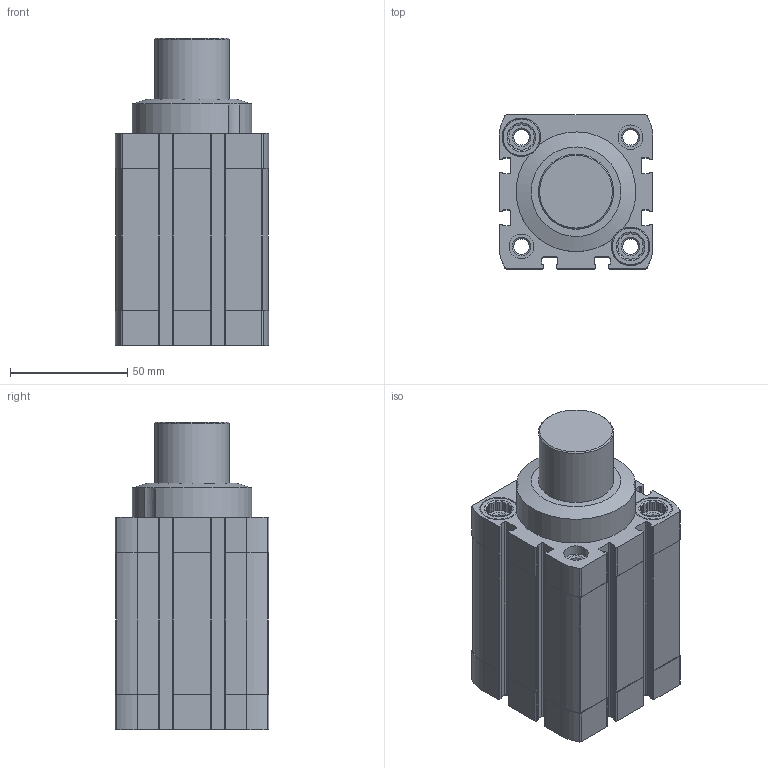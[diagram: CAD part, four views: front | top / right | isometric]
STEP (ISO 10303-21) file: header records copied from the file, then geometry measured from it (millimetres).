
FILE_DESCRIPTION(/* description */ ('STEP AP214'),/* implementation_level */ '2;1');
FILE_NAME(/* name */ '576145_DFSP-50-25-S-PA',/* time_stamp */ '2024-08-15T22:21:45+02:00',/* author */ ('License CC BY-ND 4.0'),/* organization */ ('CADENAS'),/* preprocessor_version */ 'ST-DEVELOPER v19.3',/* originating_system */ 'PARTsolutions',/* authorisation */ ' ');
FILE_SCHEMA (('AUTOMOTIVE_DESIGN {1 0 10303 214 3 1 1}'));
Length unit declared in the file: millimetre
Products named in the file (3): 576145 DFSP-50-25-S-PA---(0); 575170 DFSP-50-25_g; 575170 DFSP-50-25-S_ks
Assembly tree (2 placements, depth 2):
  576145 DFSP-50-25-S-PA---(0)
    575170 DFSP-50-25_g
    575170 DFSP-50-25-S_ks
Bounding box: 65.5 x 65.5 x 131 mm (x, y, z)
Volume: 344289 mm3; surface area: 76559 mm2
Topology: 2 solids, 2 shells, 404 faces, 1113 edges, 738 vertices
Faces by surface type: plane 211, cylinder 173, cone 19, sphere 1
Full cylindrical faces by diameter (mm): 6.647 x8, 8.566 x2, 8.647 x4, 10.5 x2, 12 x3, 16.4 x4, 32 x2, 50 x2
Entity records: 12794 total; most frequent: CARTESIAN_POINT 2487, DIRECTION 2138, ORIENTED_EDGE 2112, EDGE_CURVE 1056, AXIS2_PLACEMENT_3D 773, VERTEX_POINT 728, LINE 592, VECTOR 592
